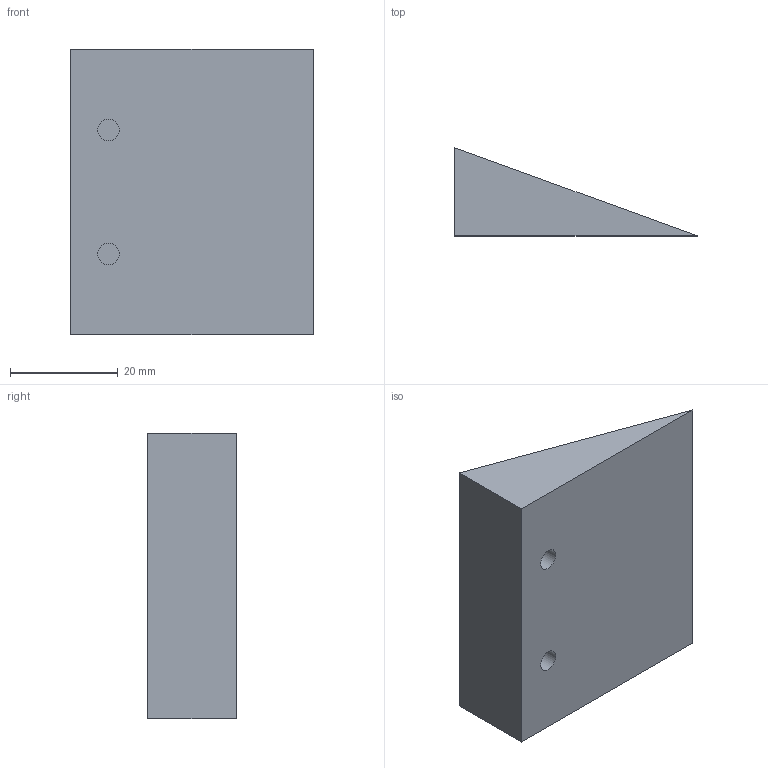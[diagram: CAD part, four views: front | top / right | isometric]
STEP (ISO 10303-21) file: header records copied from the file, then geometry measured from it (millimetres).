
FILE_DESCRIPTION(/* description */ (''),/* implementation_level */ '2;1');
FILE_NAME(/* name */ 'Sidedel 2.stp',/* time_stamp */ '2025-08-07T16:46:59+02:00',/* author */ ('roone'),/* organization */ (''),/* preprocessor_version */ 'ST-DEVELOPER v20',/* originating_system */ 'Autodesk Inventor 2025',/* authorisation */ '');
FILE_SCHEMA (('AUTOMOTIVE_DESIGN { 1 0 10303 214 3 1 1 }'));
Length unit declared in the file: millimetre
Products named in the file (1): Vinkel 160mm
Bounding box: 45 x 16.38 x 53 mm (x, y, z)
Volume: 19405.9 mm3; surface area: 6653.8 mm2
Topology: 1 solids, 1 shells, 9 faces, 15 edges, 10 vertices
Faces by surface type: plane 7, cylinder 2
Full cylindrical faces by diameter (mm): 4 x2
Entity records: 256 total; most frequent: DIRECTION 39, CARTESIAN_POINT 35, ORIENTED_EDGE 30, EDGE_CURVE 15, AXIS2_PLACEMENT_3D 14, EDGE_LOOP 11, LINE 11, VECTOR 11
